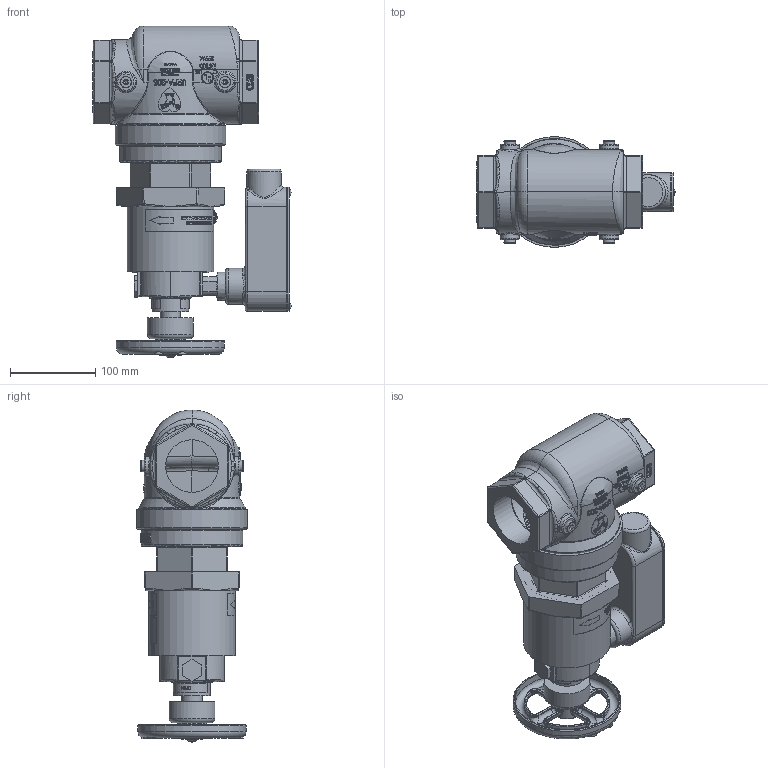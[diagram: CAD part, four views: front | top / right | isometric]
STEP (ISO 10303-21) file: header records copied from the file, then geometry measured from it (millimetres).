
FILE_DESCRIPTION (( 'STEP AP214' ), '1' );
FILE_NAME ('URFA-20S-2.5.STEP', '2015-10-23T17:47:00', ( '' ), ( '' ), 'SwSTEP 2.0', 'SolidWorks 2015', '' );
FILE_SCHEMA (( 'AUTOMOTIVE_DESIGN' ));
Length unit declared in the file: inch
Products named in the file (1): URFA-20S-2.5
Bounding box: 233.12 x 130.18 x 390.21 mm (x, y, z)
Volume: 2968499.8 mm3; surface area: 508442.2 mm2
Topology: 27 solids, 27 shells, 4445 faces, 11811 edges, 7644 vertices
Faces by surface type: bspline 2183, plane 1545, cylinder 479, cone 104, torus 97, sphere 37
Full cylindrical faces by diameter (mm): 1.016 x2, 2.54 x2, 4.826 x2, 6.35 x2, 15.24 x2, 15.875 x1, 16.51 x1, 18.136 x1, 19.012 x1, 19.05 x1, 19.609 x1, 23.812 x1, 25.4 x2, 31.75 x1, 34.925 x1, 37.587 x1, 40.64 x1, 41.91 x1, 43.18 x1, 53.975 x1, 58.725 x1, 61.9 x1, 76.2 x1, 86.233 x1, 90.932 x1, 97.79 x1, 101.6 x1, 106.121 x1, 119.71 x1, 122.237 x1
Entity records: 432321 total; most frequent: CARTESIAN_POINT 337635, ORIENTED_EDGE 23272, DIRECTION 13207, EDGE_CURVE 11636, VERTEX_POINT 7616, B_SPLINE_CURVE_WITH_KNOTS 5062, EDGE_LOOP 4832, FACE_OUTER_BOUND 4503
